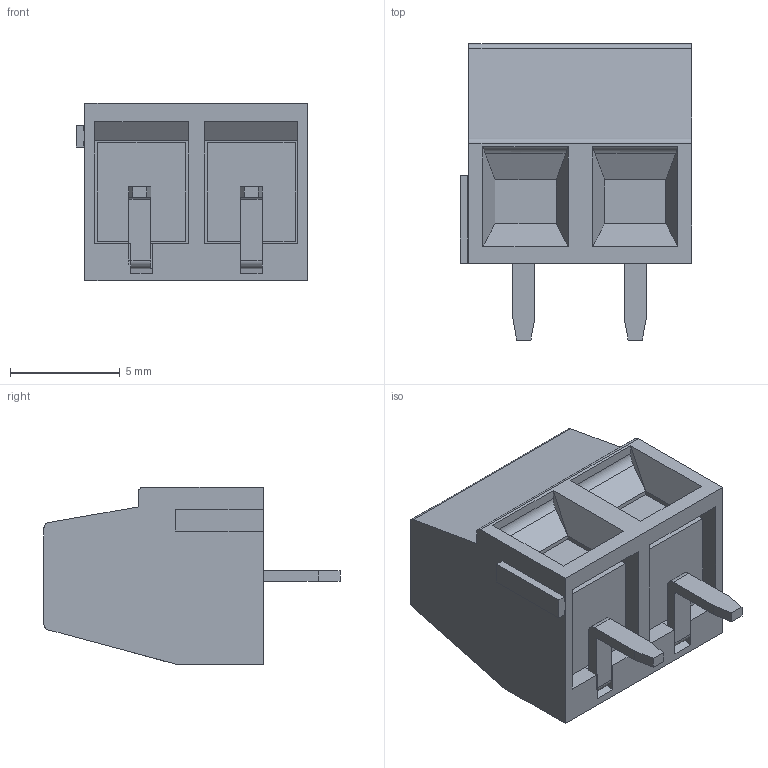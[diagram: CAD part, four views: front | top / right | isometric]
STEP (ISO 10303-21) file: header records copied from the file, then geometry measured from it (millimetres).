
FILE_DESCRIPTION(('CAx-IF Rec.Pracs.---Model Styling and Organization---1.5---2016-08-15','CAx-IF Rec.Pracs.---Geometric and Assembly Validation Properties---4.4---2016-08-17','CAx-IF Rec.Pracs.---User Defined Attributes---1.5---2016-08-15','CAx-IF Rec.Pracs.---External References---2.1---2005-01-19'),'2;1');
FILE_NAME('258654.step','2023-02-10T07:49:10',('Unspecified'),('Unspecified'),'CAD Exchanger 3.8.1 (cadexchanger.com)','Unspecified','');
FILE_SCHEMA(('AUTOMOTIVE_DESIGN { 1 0 10303 214 1 1 1 1 }'));
Length unit declared in the file: millimetre
Products named in the file (1): 1729128
Bounding box: 10.56 x 13.5 x 8.1 mm (x, y, z)
Volume: 544.1 mm3; surface area: 1261 mm2
Topology: 8 solids, 9 shells, 188 faces, 468 edges, 304 vertices
Faces by surface type: plane 137, cylinder 39, torus 12
Entity records: 7041 total; most frequent: CARTESIAN_POINT 1013, ORIENTED_EDGE 936, DIRECTION 936, EDGE_CURVE 468, LINE 354, VECTOR 354, VERTEX_POINT 304, AXIS2_PLACEMENT_3D 291
